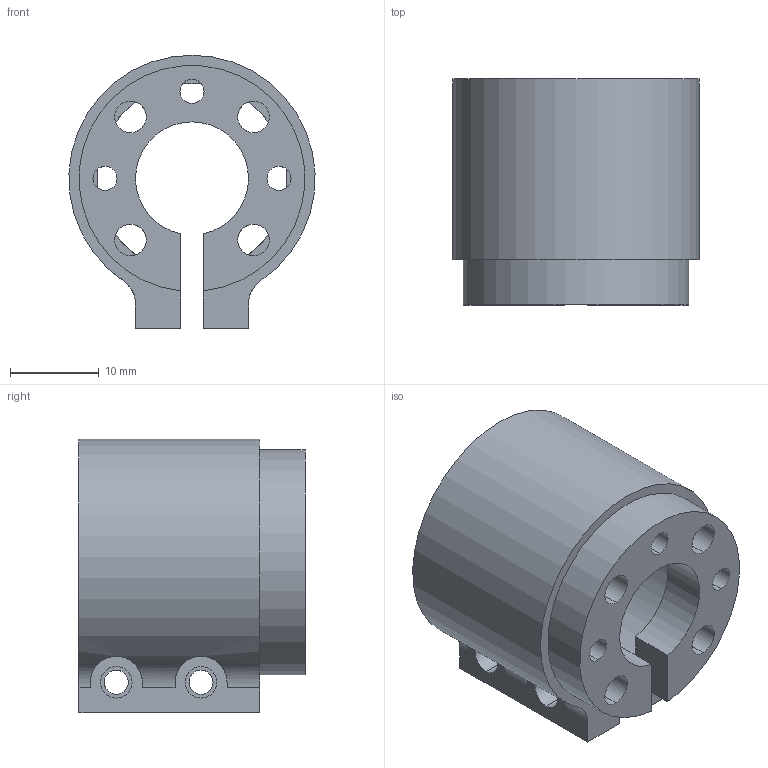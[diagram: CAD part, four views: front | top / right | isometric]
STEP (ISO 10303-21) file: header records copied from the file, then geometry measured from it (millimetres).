
FILE_DESCRIPTION (( 'STEP AP203' ), '1' );
FILE_NAME ('545504.STEP', '2014-07-11T16:50:53', ( 'Kyle' ), ( 'Microsoft' ), 'SwSTEP 2.0', 'SolidWorks 2014', '' );
FILE_SCHEMA (( 'CONFIG_CONTROL_DESIGN' ));
Length unit declared in the file: inch
Products named in the file (1): 545504
Bounding box: 27.66 x 25.4 x 30.74 mm (x, y, z)
Volume: 6957.6 mm3; surface area: 5503.4 mm2
Topology: 1 solids, 1 shells, 54 faces, 169 edges, 108 vertices
Faces by surface type: cylinder 33, plane 21
Entity records: 2144 total; most frequent: CARTESIAN_POINT 460, DIRECTION 361, ORIENTED_EDGE 338, EDGE_CURVE 169, AXIS2_PLACEMENT_3D 147, VERTEX_POINT 108, CIRCLE 92, LINE 67
